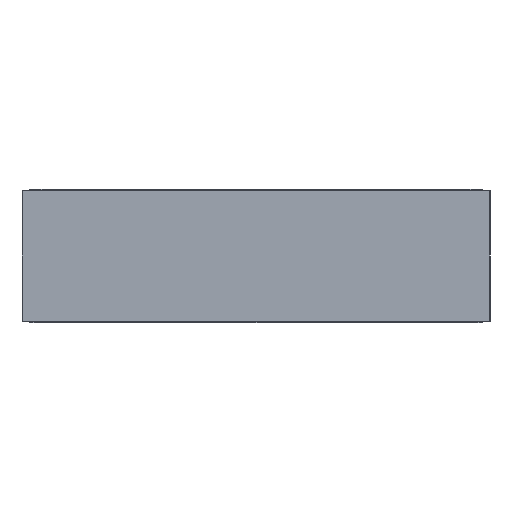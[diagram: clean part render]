
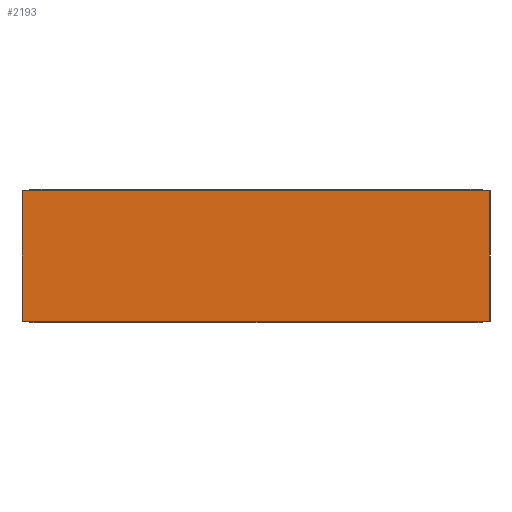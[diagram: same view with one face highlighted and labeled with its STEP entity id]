
A CAD part, left-side view. The second image highlights one B-rep face of the part: STEP entity #2193.
In plain terms, the highlighted planar face has unit normal (-1, 0, 0).
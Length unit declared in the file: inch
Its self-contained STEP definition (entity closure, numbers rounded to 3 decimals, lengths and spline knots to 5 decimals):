
#206 = PLANE ( 'NONE',  #3761 ) ;
#1174 = CARTESIAN_POINT ( 'NONE',  ( -0.5, -0.25, 0.141 ) ) ;
#1927 = LINE ( 'NONE', #2805, #8839 ) ;
#2027 = VECTOR ( 'NONE', #5583, 39.37008 ) ;
#2149 = EDGE_LOOP ( 'NONE', ( #11088, #6592, #7729, #5294 ) ) ;
#2193 = ADVANCED_FACE ( 'NONE', ( #8100 ), #206, .F. ) ;
#2221 = DIRECTION ( 'NONE',  ( 1., 0., 0. ) ) ;
#2805 = CARTESIAN_POINT ( 'NONE',  ( -0.5, -0.25, 0.002 ) ) ;
#2904 = CARTESIAN_POINT ( 'NONE',  ( -0.5, -0.25, 0.002 ) ) ;
#3193 = DIRECTION ( 'NONE',  ( 0., -1., 0. ) ) ;
#3547 = CARTESIAN_POINT ( 'NONE',  ( -0.5, -0.25, 0.141 ) ) ;
#3761 = AXIS2_PLACEMENT_3D ( 'NONE', #9370, #2221, #8506 ) ;
#3804 = VERTEX_POINT ( 'NONE', #8143 ) ;
#3939 = LINE ( 'NONE', #4746, #9540 ) ;
#4516 = LINE ( 'NONE', #3547, #10702 ) ;
#4577 = EDGE_CURVE ( 'NONE', #5800, #10106, #1927, .T. ) ;
#4746 = CARTESIAN_POINT ( 'NONE',  ( -0.5, -0.25, 0.002 ) ) ;
#5065 = EDGE_CURVE ( 'NONE', #5800, #3804, #4516, .T. ) ;
#5294 = ORIENTED_EDGE ( 'NONE', *, *, #7583, .T. ) ;
#5523 = LINE ( 'NONE', #8053, #2027 ) ;
#5583 = DIRECTION ( 'NONE',  ( 0., 0., -1. ) ) ;
#5800 = VERTEX_POINT ( 'NONE', #1174 ) ;
#6592 = ORIENTED_EDGE ( 'NONE', *, *, #5065, .T. ) ;
#7224 = DIRECTION ( 'NONE',  ( 0., 0., -1. ) ) ;
#7583 = EDGE_CURVE ( 'NONE', #9707, #10106, #3939, .T. ) ;
#7729 = ORIENTED_EDGE ( 'NONE', *, *, #10981, .T. ) ;
#8053 = CARTESIAN_POINT ( 'NONE',  ( -0.5, 0.25, 0.002 ) ) ;
#8100 = FACE_OUTER_BOUND ( 'NONE', #2149, .T. ) ;
#8143 = CARTESIAN_POINT ( 'NONE',  ( -0.5, 0.25, 0.141 ) ) ;
#8506 = DIRECTION ( 'NONE',  ( 0., 0., -1. ) ) ;
#8839 = VECTOR ( 'NONE', #7224, 39.37008 ) ;
#9370 = CARTESIAN_POINT ( 'NONE',  ( -0.5, -0.25, 0.002 ) ) ;
#9540 = VECTOR ( 'NONE', #3193, 39.37008 ) ;
#9707 = VERTEX_POINT ( 'NONE', #10818 ) ;
#10106 = VERTEX_POINT ( 'NONE', #2904 ) ;
#10702 = VECTOR ( 'NONE', #11390, 39.37008 ) ;
#10818 = CARTESIAN_POINT ( 'NONE',  ( -0.5, 0.25, 0.002 ) ) ;
#10981 = EDGE_CURVE ( 'NONE', #3804, #9707, #5523, .T. ) ;
#11088 = ORIENTED_EDGE ( 'NONE', *, *, #4577, .F. ) ;
#11390 = DIRECTION ( 'NONE',  ( 0., 1., 0. ) ) ;
